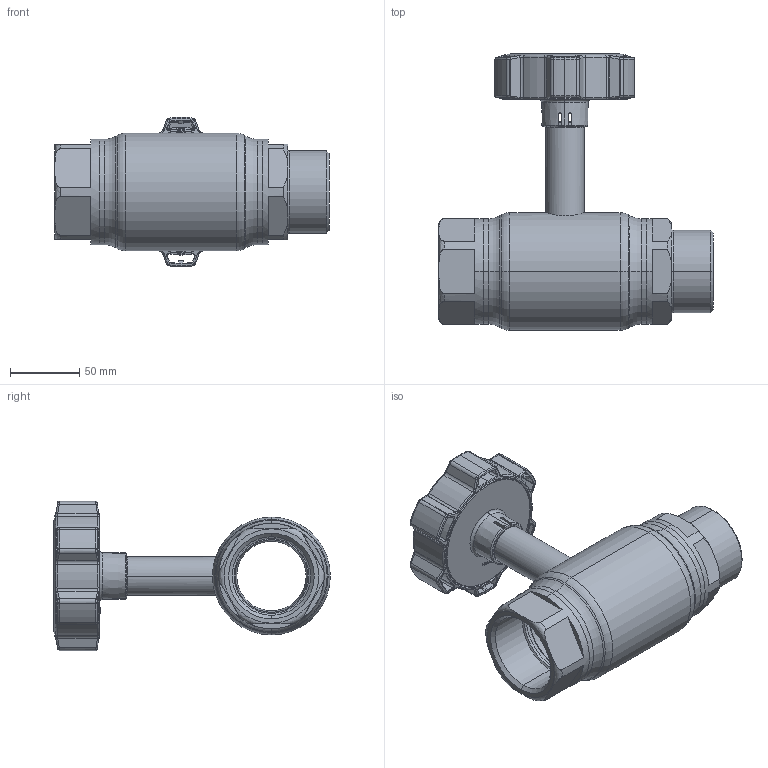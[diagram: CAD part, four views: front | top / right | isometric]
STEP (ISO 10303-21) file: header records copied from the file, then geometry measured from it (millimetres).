
FILE_DESCRIPTION (( 'STEP AP214' ), '1' );
FILE_NAME ('2050002401-0200.step', '2023-12-18T10:01:45', ( '' ), ( '' ), 'SwSTEP 2.0', 'SolidWorks 2021', '' );
FILE_SCHEMA (( 'AUTOMOTIVE_DESIGN' ));
Length unit declared in the file: millimetre
Products named in the file (1): 2050002401-0200
Bounding box: 198 x 199.65 x 107.98 mm (x, y, z)
Surface area: 115046.7 mm2 (no closed solid volume)
Topology: 0 solids, 12 shells, 534 faces, 1541 edges, 987 vertices
Faces by surface type: bspline 153, plane 130, cylinder 115, torus 73, cone 57, sphere 6
Entity records: 31575 total; most frequent: CARTESIAN_POINT 13153, ORIENTED_EDGE 2735, DIRECTION 2262, EDGE_CURVE 1541, VERTEX_POINT 987, AXIS2_PLACEMENT_3D 885, EDGE_LOOP 564, UNCERTAINTY_MEASURE_WITH_UNIT 536
